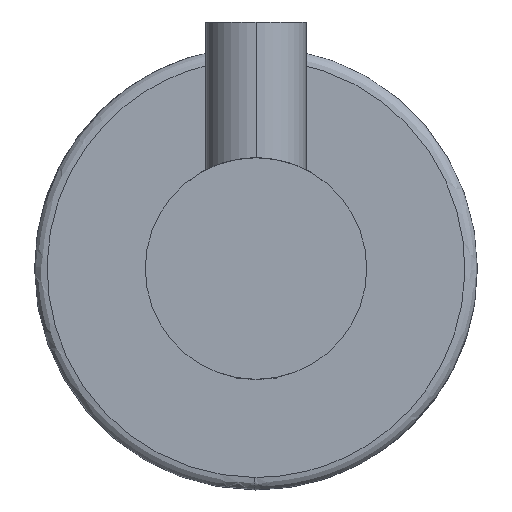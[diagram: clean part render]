
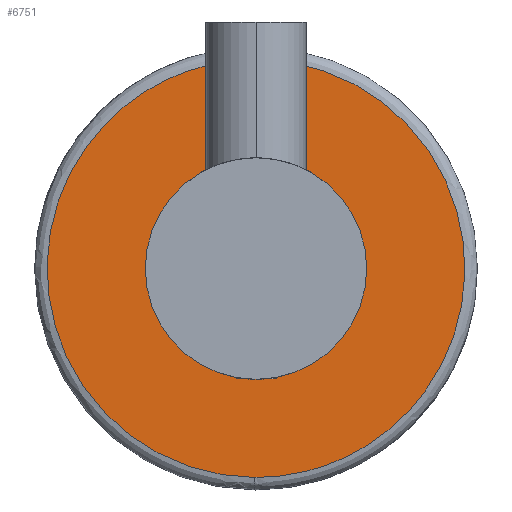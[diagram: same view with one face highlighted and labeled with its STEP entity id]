
A CAD part, front view. The second image highlights one B-rep face of the part: STEP entity #6751.
In plain terms, the highlighted planar face has unit normal (0, -1, 0).
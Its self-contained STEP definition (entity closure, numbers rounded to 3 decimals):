
#139 = DIRECTION ( 'NONE',  ( 0., -1., 0. ) ) ;
#288 = ORIENTED_EDGE ( 'NONE', *, *, #16940, .F. ) ;
#414 =( BOUNDED_CURVE ( )  B_SPLINE_CURVE ( 3, ( #2296, #10747, #16761, #14584 ),
 .UNSPECIFIED., .F., .F. ) 
 B_SPLINE_CURVE_WITH_KNOTS ( ( 4, 4 ),
 ( 0., 0.002 ),
 .UNSPECIFIED. ) 
 CURVE ( )  GEOMETRIC_REPRESENTATION_ITEM ( )  RATIONAL_B_SPLINE_CURVE ( ( 1., 1., 1., 1. ) ) 
 REPRESENTATION_ITEM ( '' )  );
#440 = AXIS2_PLACEMENT_3D ( 'NONE', #11935, #139, #8111 ) ;
#448 = EDGE_CURVE ( 'NONE', #15942, #7971, #14441, .T. ) ;
#1190 = CARTESIAN_POINT ( 'NONE',  ( 25., 0., 0. ) ) ;
#1800 = VERTEX_POINT ( 'NONE', #15977 ) ;
#2005 = ORIENTED_EDGE ( 'NONE', *, *, #448, .F. ) ;
#2296 = CARTESIAN_POINT ( 'NONE',  ( -25., 0., 0. ) ) ;
#2411 =( BOUNDED_CURVE ( )  B_SPLINE_CURVE ( 3, ( #7966, #11969, #5326, #9350 ),
 .UNSPECIFIED., .F., .F. ) 
 B_SPLINE_CURVE_WITH_KNOTS ( ( 4, 4 ),
 ( 0.002, 1. ),
 .UNSPECIFIED. ) 
 CURVE ( )  GEOMETRIC_REPRESENTATION_ITEM ( )  RATIONAL_B_SPLINE_CURVE ( ( 1., 0.335, 0.335, 1. ) ) 
 REPRESENTATION_ITEM ( '' )  );
#3630 =( BOUNDED_CURVE ( )  B_SPLINE_CURVE ( 3, ( #10882, #14798, #12264, #9733 ),
 .UNSPECIFIED., .F., .F. ) 
 B_SPLINE_CURVE_WITH_KNOTS ( ( 4, 4 ),
 ( 0.002, 1. ),
 .UNSPECIFIED. ) 
 CURVE ( )  GEOMETRIC_REPRESENTATION_ITEM ( )  RATIONAL_B_SPLINE_CURVE ( ( 1., 0.335, 0.335, 1. ) ) 
 REPRESENTATION_ITEM ( '' )  );
#4443 = ORIENTED_EDGE ( 'NONE', *, *, #4480, .F. ) ;
#4452 = ORIENTED_EDGE ( 'NONE', *, *, #7996, .F. ) ;
#4480 = EDGE_CURVE ( 'NONE', #9339, #5729, #3630, .T. ) ;
#5182 = CIRCLE ( 'NONE', #440, 12.15 ) ;
#5266 = CARTESIAN_POINT ( 'NONE',  ( 25., 0., -0.155 ) ) ;
#5326 = CARTESIAN_POINT ( 'NONE',  ( -25., 0., -49.692 ) ) ;
#5541 = CARTESIAN_POINT ( 'NONE',  ( -25., 0., 0.155 ) ) ;
#5698 = ORIENTED_EDGE ( 'NONE', *, *, #13433, .F. ) ;
#5729 = VERTEX_POINT ( 'NONE', #1190 ) ;
#6211 = CARTESIAN_POINT ( 'NONE',  ( 0., 0., 12.15 ) ) ;
#6578 = AXIS2_PLACEMENT_3D ( 'NONE', #11179, #12393, #6832 ) ;
#6751 = ADVANCED_FACE ( 'NONE', ( #16221, #14844 ), #16391, .F. ) ;
#6832 = DIRECTION ( 'NONE',  ( 0., 0., 1. ) ) ;
#6838 = CARTESIAN_POINT ( 'NONE',  ( 25., 0., -0.052 ) ) ;
#6927 = EDGE_CURVE ( 'NONE', #7971, #15942, #5182, .T. ) ;
#7136 = CARTESIAN_POINT ( 'NONE',  ( 0., 0., 0. ) ) ;
#7875 = EDGE_LOOP ( 'NONE', ( #12975, #2005 ) ) ;
#7966 = CARTESIAN_POINT ( 'NONE',  ( 25., 0., -0.155 ) ) ;
#7971 = VERTEX_POINT ( 'NONE', #10139 ) ;
#7996 = EDGE_CURVE ( 'NONE', #16945, #1800, #2411, .T. ) ;
#8080 = CARTESIAN_POINT ( 'NONE',  ( 25., 0., -0.103 ) ) ;
#8111 = DIRECTION ( 'NONE',  ( 0., 0., -1. ) ) ;
#8625 = DIRECTION ( 'NONE',  ( 0., 0., -1. ) ) ;
#9339 = VERTEX_POINT ( 'NONE', #5541 ) ;
#9350 = CARTESIAN_POINT ( 'NONE',  ( -25., 0., 0. ) ) ;
#9683 = AXIS2_PLACEMENT_3D ( 'NONE', #7136, #12354, #8625 ) ;
#9733 = CARTESIAN_POINT ( 'NONE',  ( 25., 0., 0. ) ) ;
#10139 = CARTESIAN_POINT ( 'NONE',  ( 0., 0., -12.15 ) ) ;
#10747 = CARTESIAN_POINT ( 'NONE',  ( -25., 0., 0.052 ) ) ;
#10882 = CARTESIAN_POINT ( 'NONE',  ( -25., 0., 0.155 ) ) ;
#11179 = CARTESIAN_POINT ( 'NONE',  ( 0., 0., 0. ) ) ;
#11935 = CARTESIAN_POINT ( 'NONE',  ( 0., 0., 0. ) ) ;
#11969 = CARTESIAN_POINT ( 'NONE',  ( 24.692, 0., -49.846 ) ) ;
#12038 = EDGE_LOOP ( 'NONE', ( #288, #4443, #5698, #4452 ) ) ;
#12264 = CARTESIAN_POINT ( 'NONE',  ( 25., 0., 49.692 ) ) ;
#12354 = DIRECTION ( 'NONE',  ( 0., -1., 0. ) ) ;
#12393 = DIRECTION ( 'NONE',  ( 0., 1., 0. ) ) ;
#12975 = ORIENTED_EDGE ( 'NONE', *, *, #6927, .F. ) ;
#13433 = EDGE_CURVE ( 'NONE', #1800, #9339, #414, .T. ) ;
#14441 = CIRCLE ( 'NONE', #9683, 12.15 ) ;
#14584 = CARTESIAN_POINT ( 'NONE',  ( -25., 0., 0.155 ) ) ;
#14687 = CARTESIAN_POINT ( 'NONE',  ( 25., 0., 0. ) ) ;
#14706 =( BOUNDED_CURVE ( )  B_SPLINE_CURVE ( 3, ( #14687, #6838, #8080, #17095 ),
 .UNSPECIFIED., .F., .F. ) 
 B_SPLINE_CURVE_WITH_KNOTS ( ( 4, 4 ),
 ( 0., 0.002 ),
 .UNSPECIFIED. ) 
 CURVE ( )  GEOMETRIC_REPRESENTATION_ITEM ( )  RATIONAL_B_SPLINE_CURVE ( ( 1., 1., 1., 1. ) ) 
 REPRESENTATION_ITEM ( '' )  );
#14798 = CARTESIAN_POINT ( 'NONE',  ( -24.692, 0., 49.846 ) ) ;
#14844 = FACE_OUTER_BOUND ( 'NONE', #12038, .T. ) ;
#15942 = VERTEX_POINT ( 'NONE', #6211 ) ;
#15977 = CARTESIAN_POINT ( 'NONE',  ( -25., 0., 0. ) ) ;
#16221 = FACE_BOUND ( 'NONE', #7875, .T. ) ;
#16391 = PLANE ( 'NONE',  #6578 ) ;
#16761 = CARTESIAN_POINT ( 'NONE',  ( -25., 0., 0.103 ) ) ;
#16940 = EDGE_CURVE ( 'NONE', #5729, #16945, #14706, .T. ) ;
#16945 = VERTEX_POINT ( 'NONE', #5266 ) ;
#17095 = CARTESIAN_POINT ( 'NONE',  ( 25., 0., -0.155 ) ) ;
